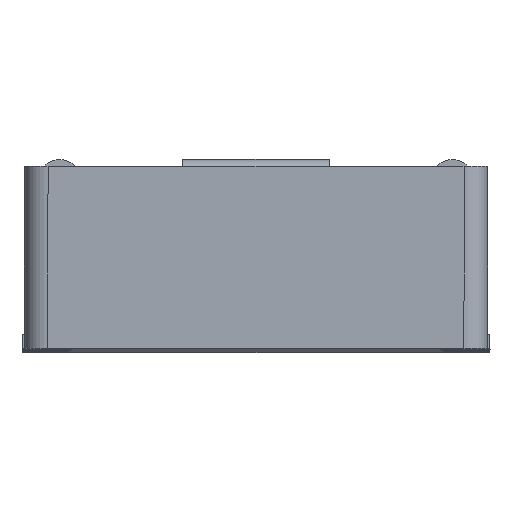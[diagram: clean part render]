
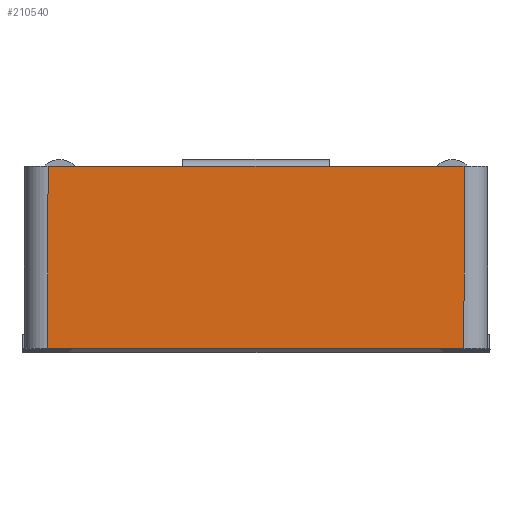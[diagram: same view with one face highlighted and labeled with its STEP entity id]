
A CAD part, top view. The second image highlights one B-rep face of the part: STEP entity #210540.
In plain terms, the highlighted planar face has unit normal (0, 0, 1).
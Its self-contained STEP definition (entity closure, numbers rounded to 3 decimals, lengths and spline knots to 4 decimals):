
#25630=CARTESIAN_POINT('',(18.3038,-0.5503,
26.08));
#25640=VERTEX_POINT('',#25630);
#25670=CARTESIAN_POINT('',(18.0688,-0.5503,
26.08));
#25680=DIRECTION('',(1.,0.,0.));
#25690=VECTOR('',#25680,1.);
#25700=LINE('',#25670,#25690);
#25710=CARTESIAN_POINT('',(18.0688,-0.5503,
26.08));
#25720=VERTEX_POINT('',#25710);
#25730=EDGE_CURVE('',#25720,#25640,#25700,.T.);
#25750=CARTESIAN_POINT('',(18.0688,-0.5503,
26.08));
#25760=DIRECTION('',(-1.,0.,0.));
#25770=VECTOR('',#25760,1.);
#25780=LINE('',#25750,#25770);
#25790=CARTESIAN_POINT('',(17.7638,-0.5503,
26.08));
#25800=VERTEX_POINT('',#25790);
#25810=EDGE_CURVE('',#25720,#25800,#25780,.T.);
#25830=CARTESIAN_POINT('',(17.7638,-0.5503,
26.08));
#25840=DIRECTION('',(-1.,0.,0.));
#25850=VECTOR('',#25840,1.);
#25860=LINE('',#25830,#25850);
#25870=CARTESIAN_POINT('',(17.0838,-0.5503,
26.08));
#25880=VERTEX_POINT('',#25870);
#25890=EDGE_CURVE('',#25800,#25880,#25860,.T.);
#25910=CARTESIAN_POINT('',(16.5438,-0.5503,
26.08));
#25920=DIRECTION('',(1.,0.,0.));
#25930=VECTOR('',#25920,1.);
#25940=LINE('',#25910,#25930);
#25950=CARTESIAN_POINT('',(16.5438,-0.5503,
26.08));
#25960=VERTEX_POINT('',#25950);
#25970=EDGE_CURVE('',#25960,#25880,#25940,.T.);
#209300=CARTESIAN_POINT('',(18.3038,-1.3203,
26.08));
#209310=VERTEX_POINT('',#209300);
#210100=CARTESIAN_POINT('',(16.5438,-1.3203,
26.08));
#210110=VERTEX_POINT('',#210100);
#210140=CARTESIAN_POINT('',(16.5438,-1.3203,
26.08));
#210150=DIRECTION('',(1.,0.,0.));
#210160=VECTOR('',#210150,1.);
#210170=LINE('',#210140,#210160);
#210180=EDGE_CURVE('',#210110,#209310,#210170,.T.);
#210300=CARTESIAN_POINT('',(18.3238,-1.2853,
26.08));
#210310=DIRECTION('',(0.,0.,-1.));
#210320=DIRECTION('',(-1.,0.,0.));
#210330=AXIS2_PLACEMENT_3D('',#210300,#210310,#210320);
#210340=PLANE('',#210330);
#210350=ORIENTED_EDGE('',*,*,#25730,.F.);
#210360=CARTESIAN_POINT('',(18.3038,-0.5503,
26.08));
#210370=DIRECTION('',(0.,-1.,0.));
#210380=VECTOR('',#210370,1.);
#210390=LINE('',#210360,#210380);
#210400=EDGE_CURVE('',#25640,#209310,#210390,.T.);
#210410=ORIENTED_EDGE('',*,*,#210400,.F.);
#210420=ORIENTED_EDGE('',*,*,#210180,.T.);
#210430=CARTESIAN_POINT('',(16.5438,-1.3203,
26.08));
#210440=DIRECTION('',(0.,1.,0.));
#210450=VECTOR('',#210440,1.);
#210460=LINE('',#210430,#210450);
#210470=EDGE_CURVE('',#210110,#25960,#210460,.T.);
#210480=ORIENTED_EDGE('',*,*,#210470,.F.);
#210490=ORIENTED_EDGE('',*,*,#25970,.F.);
#210500=ORIENTED_EDGE('',*,*,#25890,.T.);
#210510=ORIENTED_EDGE('',*,*,#25810,.T.);
#210520=EDGE_LOOP('',(#210510,#210500,#210490,#210480,#210420,#210410,
#210350));
#210530=FACE_OUTER_BOUND('',#210520,.T.);
#210540=ADVANCED_FACE('',(#210530),#210340,.F.);
